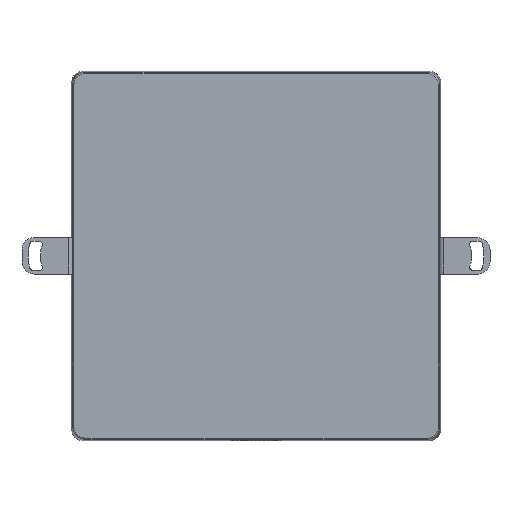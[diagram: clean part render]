
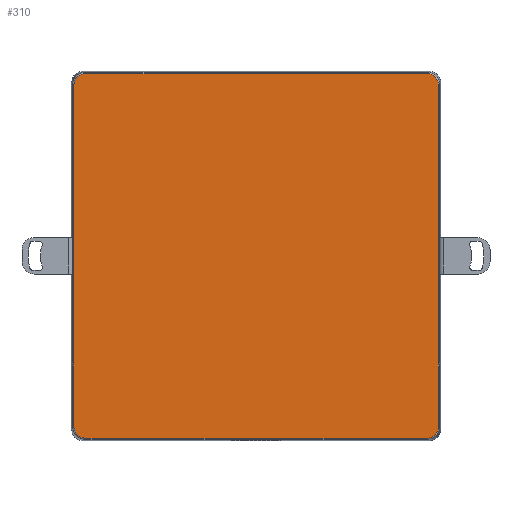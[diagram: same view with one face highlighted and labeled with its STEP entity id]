
A CAD part, top view. The second image highlights one B-rep face of the part: STEP entity #310.
In plain terms, the highlighted planar face has unit normal (0, 0, -1).
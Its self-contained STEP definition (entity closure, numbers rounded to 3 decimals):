
#310=ADVANCED_FACE('',(#593),#4579,.T.);
#593=FACE_OUTER_BOUND('',#899,.T.);
#899=EDGE_LOOP('',(#2235,#2236,#2237,#2238,#2239,#2240,#2241,#2242,#2243,
#2244,#2245,#2246));
#2235=ORIENTED_EDGE('',*,*,#2977,.F.);
#2236=ORIENTED_EDGE('',*,*,#2972,.F.);
#2237=ORIENTED_EDGE('',*,*,#2980,.F.);
#2238=ORIENTED_EDGE('',*,*,#2984,.F.);
#2239=ORIENTED_EDGE('',*,*,#2988,.F.);
#2240=ORIENTED_EDGE('',*,*,#2989,.F.);
#2241=ORIENTED_EDGE('',*,*,#3037,.F.);
#2242=ORIENTED_EDGE('',*,*,#3050,.F.);
#2243=ORIENTED_EDGE('',*,*,#3047,.F.);
#2244=ORIENTED_EDGE('',*,*,#3049,.F.);
#2245=ORIENTED_EDGE('',*,*,#3039,.F.);
#2246=ORIENTED_EDGE('',*,*,#2981,.F.);
#2972=EDGE_CURVE('',#4238,#4239,#3322,.T.);
#2977=EDGE_CURVE('',#4239,#4240,#3756,.T.);
#2980=EDGE_CURVE('',#4242,#4238,#3758,.T.);
#2981=EDGE_CURVE('',#4240,#4244,#3328,.T.);
#2984=EDGE_CURVE('',#4245,#4242,#3331,.T.);
#2988=EDGE_CURVE('',#4246,#4245,#3759,.T.);
#2989=EDGE_CURVE('',#4248,#4246,#3335,.T.);
#3037=EDGE_CURVE('',#4269,#4248,#3788,.T.);
#3039=EDGE_CURVE('',#4244,#4272,#3790,.T.);
#3047=EDGE_CURVE('',#4273,#4270,#3795,.T.);
#3049=EDGE_CURVE('',#4272,#4273,#3797,.T.);
#3050=EDGE_CURVE('',#4270,#4269,#3798,.T.);
#3322=(
BOUNDED_CURVE()
B_SPLINE_CURVE(2,(#9740,#9741,#9742,#9743,#9744),.UNSPECIFIED.,.F.,.F.)
B_SPLINE_CURVE_WITH_KNOTS((3,2,3),(453.536,457.07,460.605),
 .UNSPECIFIED.)
CURVE()
GEOMETRIC_REPRESENTATION_ITEM()
RATIONAL_B_SPLINE_CURVE((1.,0.924,1.,0.924,
1.))
REPRESENTATION_ITEM('')
);
#3328=(
BOUNDED_CURVE()
B_SPLINE_CURVE(2,(#9770,#9771,#9772,#9773,#9774),.UNSPECIFIED.,.F.,.F.)
B_SPLINE_CURVE_WITH_KNOTS((3,2,3),(10.605,14.139,17.674),
 .UNSPECIFIED.)
CURVE()
GEOMETRIC_REPRESENTATION_ITEM()
RATIONAL_B_SPLINE_CURVE((1.,0.924,1.,0.924,1.))
REPRESENTATION_ITEM('')
);
#3331=(
BOUNDED_CURVE()
B_SPLINE_CURVE(2,(#9785,#9786,#9787,#9788,#9789),.UNSPECIFIED.,.F.,.F.)
B_SPLINE_CURVE_WITH_KNOTS((3,2,3),(305.892,309.427,312.961),
 .UNSPECIFIED.)
CURVE()
GEOMETRIC_REPRESENTATION_ITEM()
RATIONAL_B_SPLINE_CURVE((1.,0.924,1.,0.924,
1.))
REPRESENTATION_ITEM('')
);
#3335=(
BOUNDED_CURVE()
B_SPLINE_CURVE(2,(#9805,#9806,#9807,#9808,#9809),.UNSPECIFIED.,.F.,.F.)
B_SPLINE_CURVE_WITH_KNOTS((3,2,3),(158.249,161.783,165.317),
 .UNSPECIFIED.)
CURVE()
GEOMETRIC_REPRESENTATION_ITEM()
RATIONAL_B_SPLINE_CURVE((1.,0.924,1.,0.924,
1.))
REPRESENTATION_ITEM('')
);
#3756=B_SPLINE_CURVE_WITH_KNOTS('',1,(#9761,#9762),.UNSPECIFIED.,.F.,.F.,
(2,2),(0.,140.575),.UNSPECIFIED.);
#3758=B_SPLINE_CURVE_WITH_KNOTS('',1,(#9768,#9769),.UNSPECIFIED.,.F.,.F.,
(2,2),(0.,140.575),.UNSPECIFIED.);
#3759=B_SPLINE_CURVE_WITH_KNOTS('',1,(#9803,#9804),.UNSPECIFIED.,.F.,.F.,
(2,2),(0.,140.575),.UNSPECIFIED.);
#3788=B_SPLINE_CURVE_WITH_KNOTS('',1,(#9949,#9950),.UNSPECIFIED.,.F.,.F.,
(2,2),(2.761,58.788),.UNSPECIFIED.);
#3790=B_SPLINE_CURVE_WITH_KNOTS('',1,(#9953,#9954),.UNSPECIFIED.,.F.,.F.,
(2,2),(0.,25.761),.UNSPECIFIED.);
#3795=B_SPLINE_CURVE_WITH_KNOTS('',1,(#9972,#9973),.UNSPECIFIED.,.F.,.F.,
(2,2),(33.026,56.026),.UNSPECIFIED.);
#3797=B_SPLINE_CURVE_WITH_KNOTS('',1,(#9976,#9977),.UNSPECIFIED.,.F.,.F.,
(2,2),(25.761,58.788),.UNSPECIFIED.);
#3798=B_SPLINE_CURVE_WITH_KNOTS('',1,(#9978,#9979),.UNSPECIFIED.,.F.,.F.,
(2,2),(0.,2.761),.UNSPECIFIED.);
#4238=VERTEX_POINT('',#9363);
#4239=VERTEX_POINT('',#9364);
#4240=VERTEX_POINT('',#9365);
#4242=VERTEX_POINT('',#9367);
#4244=VERTEX_POINT('',#9369);
#4245=VERTEX_POINT('',#9370);
#4246=VERTEX_POINT('',#9371);
#4248=VERTEX_POINT('',#9373);
#4269=VERTEX_POINT('',#9394);
#4270=VERTEX_POINT('',#9395);
#4272=VERTEX_POINT('',#9397);
#4273=VERTEX_POINT('',#9398);
#4579=PLANE('',#4798);
#4798=AXIS2_PLACEMENT_3D('',#9153,#4933,$);
#4933=DIRECTION('',(0.,0.,-1.));
#9153=CARTESIAN_POINT('',(-76.164,-83.697,-12.592));
#9363=CARTESIAN_POINT('',(-70.169,67.373,-12.592));
#9364=CARTESIAN_POINT('',(-74.668,62.873,-12.592));
#9365=CARTESIAN_POINT('',(-74.668,-77.702,-12.592));
#9367=CARTESIAN_POINT('',(70.406,67.373,-12.592));
#9369=CARTESIAN_POINT('',(-70.169,-82.201,-12.592));
#9370=CARTESIAN_POINT('',(74.906,62.873,-12.592));
#9371=CARTESIAN_POINT('',(74.906,-77.702,-12.592));
#9373=CARTESIAN_POINT('',(70.406,-82.201,-12.592));
#9394=CARTESIAN_POINT('',(14.38,-82.201,-12.592));
#9395=CARTESIAN_POINT('',(11.619,-82.201,-12.592));
#9397=CARTESIAN_POINT('',(-44.408,-82.201,-12.592));
#9398=CARTESIAN_POINT('',(-11.381,-82.201,-12.592));
#9740=CARTESIAN_POINT('',(-70.169,67.373,-12.592));
#9741=CARTESIAN_POINT('',(-72.033,67.373,-12.592));
#9742=CARTESIAN_POINT('',(-73.351,66.055,-12.592));
#9743=CARTESIAN_POINT('',(-74.668,64.737,-12.592));
#9744=CARTESIAN_POINT('',(-74.668,62.873,-12.592));
#9761=CARTESIAN_POINT('',(-74.668,62.873,-12.592));
#9762=CARTESIAN_POINT('',(-74.668,-77.702,-12.592));
#9768=CARTESIAN_POINT('',(70.406,67.373,-12.592));
#9769=CARTESIAN_POINT('',(-70.169,67.373,-12.592));
#9770=CARTESIAN_POINT('',(-74.668,-77.702,-12.592));
#9771=CARTESIAN_POINT('',(-74.668,-79.566,-12.592));
#9772=CARTESIAN_POINT('',(-73.351,-80.884,-12.592));
#9773=CARTESIAN_POINT('',(-72.033,-82.201,-12.592));
#9774=CARTESIAN_POINT('',(-70.169,-82.201,-12.592));
#9785=CARTESIAN_POINT('',(74.906,62.873,-12.592));
#9786=CARTESIAN_POINT('',(74.906,64.737,-12.592));
#9787=CARTESIAN_POINT('',(73.588,66.055,-12.592));
#9788=CARTESIAN_POINT('',(72.27,67.373,-12.592));
#9789=CARTESIAN_POINT('',(70.406,67.373,-12.592));
#9803=CARTESIAN_POINT('',(74.906,-77.702,-12.592));
#9804=CARTESIAN_POINT('',(74.906,62.873,-12.592));
#9805=CARTESIAN_POINT('',(70.406,-82.201,-12.592));
#9806=CARTESIAN_POINT('',(72.27,-82.201,-12.592));
#9807=CARTESIAN_POINT('',(73.588,-80.884,-12.592));
#9808=CARTESIAN_POINT('',(74.906,-79.566,-12.592));
#9809=CARTESIAN_POINT('',(74.906,-77.702,-12.592));
#9949=CARTESIAN_POINT('',(14.38,-82.201,-12.592));
#9950=CARTESIAN_POINT('',(70.406,-82.201,-12.592));
#9953=CARTESIAN_POINT('',(-70.169,-82.201,-12.592));
#9954=CARTESIAN_POINT('',(-44.408,-82.201,-12.592));
#9972=CARTESIAN_POINT('',(-11.381,-82.201,-12.592));
#9973=CARTESIAN_POINT('',(11.619,-82.201,-12.592));
#9976=CARTESIAN_POINT('',(-44.408,-82.201,-12.592));
#9977=CARTESIAN_POINT('',(-11.381,-82.201,-12.592));
#9978=CARTESIAN_POINT('',(11.619,-82.201,-12.592));
#9979=CARTESIAN_POINT('',(14.38,-82.201,-12.592));
